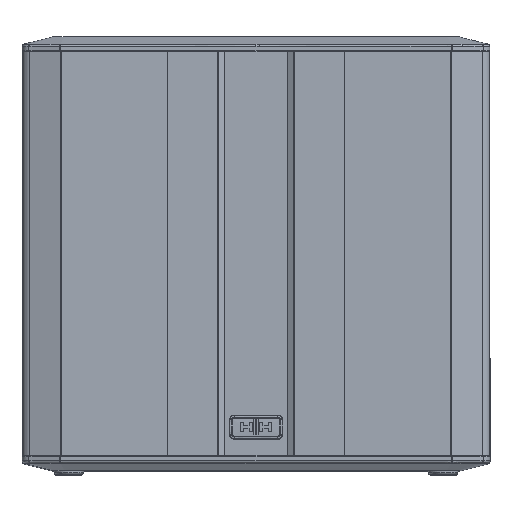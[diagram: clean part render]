
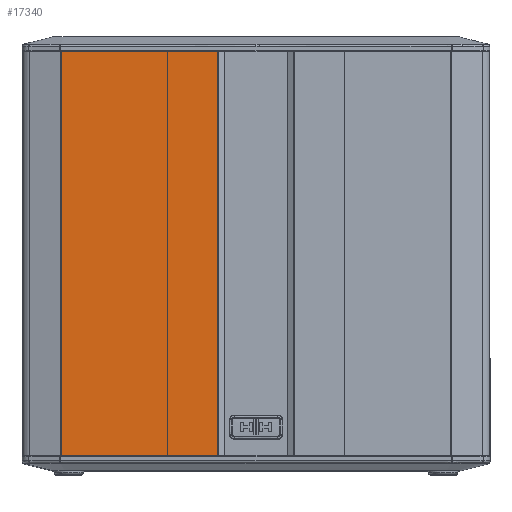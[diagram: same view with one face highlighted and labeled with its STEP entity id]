
A CAD part, top view. The second image highlights one B-rep face of the part: STEP entity #17340.
In plain terms, the highlighted planar face has unit normal (0, 0, 1).
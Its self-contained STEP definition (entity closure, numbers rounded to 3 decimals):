
#1745 = VERTEX_POINT ( 'NONE', #24181 ) ;
#2481 = DIRECTION ( 'NONE',  ( 0., -1., 0. ) ) ;
#3280 = ORIENTED_EDGE ( 'NONE', *, *, #9415, .T. ) ;
#4205 = LINE ( 'NONE', #4918, #8354 ) ;
#4631 = LINE ( 'NONE', #16892, #14173 ) ;
#4918 = CARTESIAN_POINT ( 'NONE',  ( -250.71, 259., 289.8 ) ) ;
#5689 = ORIENTED_EDGE ( 'NONE', *, *, #26300, .T. ) ;
#6266 = FACE_OUTER_BOUND ( 'NONE', #14296, .T. ) ;
#8354 = VECTOR ( 'NONE', #31509, 1000. ) ;
#8745 = VERTEX_POINT ( 'NONE', #24807 ) ;
#9415 = EDGE_CURVE ( 'NONE', #8745, #11030, #26729, .T. ) ;
#10042 = DIRECTION ( 'NONE',  ( 1., 0., 0. ) ) ;
#11019 = CARTESIAN_POINT ( 'NONE',  ( -49.089, -259., 289.8 ) ) ;
#11030 = VERTEX_POINT ( 'NONE', #11019 ) ;
#11672 = ORIENTED_EDGE ( 'NONE', *, *, #19873, .F. ) ;
#11817 = ORIENTED_EDGE ( 'NONE', *, *, #14490, .F. ) ;
#13208 = DIRECTION ( 'NONE',  ( 0., -1., 0. ) ) ;
#14173 = VECTOR ( 'NONE', #2481, 1000. ) ;
#14296 = EDGE_LOOP ( 'NONE', ( #11817, #11672, #5689, #3280 ) ) ;
#14490 = EDGE_CURVE ( 'NONE', #14739, #11030, #17397, .T. ) ;
#14514 = AXIS2_PLACEMENT_3D ( 'NONE', #29391, #24345, #10042 ) ;
#14652 = CARTESIAN_POINT ( 'NONE',  ( -250.71, -259., 289.8 ) ) ;
#14739 = VERTEX_POINT ( 'NONE', #20500 ) ;
#16090 = CARTESIAN_POINT ( 'NONE',  ( -49.089, 859.067, 289.8 ) ) ;
#16892 = CARTESIAN_POINT ( 'NONE',  ( -250.71, 859.067, 289.8 ) ) ;
#17144 = DIRECTION ( 'NONE',  ( 1., 0., 0. ) ) ;
#17340 = ADVANCED_FACE ( 'NONE', ( #6266 ), #26923, .T. ) ;
#17397 = LINE ( 'NONE', #16090, #21990 ) ;
#19873 = EDGE_CURVE ( 'NONE', #1745, #14739, #4205, .T. ) ;
#20192 = VECTOR ( 'NONE', #17144, 1000. ) ;
#20500 = CARTESIAN_POINT ( 'NONE',  ( -49.089, 259., 289.8 ) ) ;
#21990 = VECTOR ( 'NONE', #13208, 1000. ) ;
#24181 = CARTESIAN_POINT ( 'NONE',  ( -250.71, 259., 289.8 ) ) ;
#24345 = DIRECTION ( 'NONE',  ( 0., 0., 1. ) ) ;
#24807 = CARTESIAN_POINT ( 'NONE',  ( -250.71, -259., 289.8 ) ) ;
#26300 = EDGE_CURVE ( 'NONE', #1745, #8745, #4631, .T. ) ;
#26729 = LINE ( 'NONE', #14652, #20192 ) ;
#26923 = PLANE ( 'NONE',  #14514 ) ;
#29391 = CARTESIAN_POINT ( 'NONE',  ( -250.71, 859.067, 289.8 ) ) ;
#31509 = DIRECTION ( 'NONE',  ( 1., 0., 0. ) ) ;
